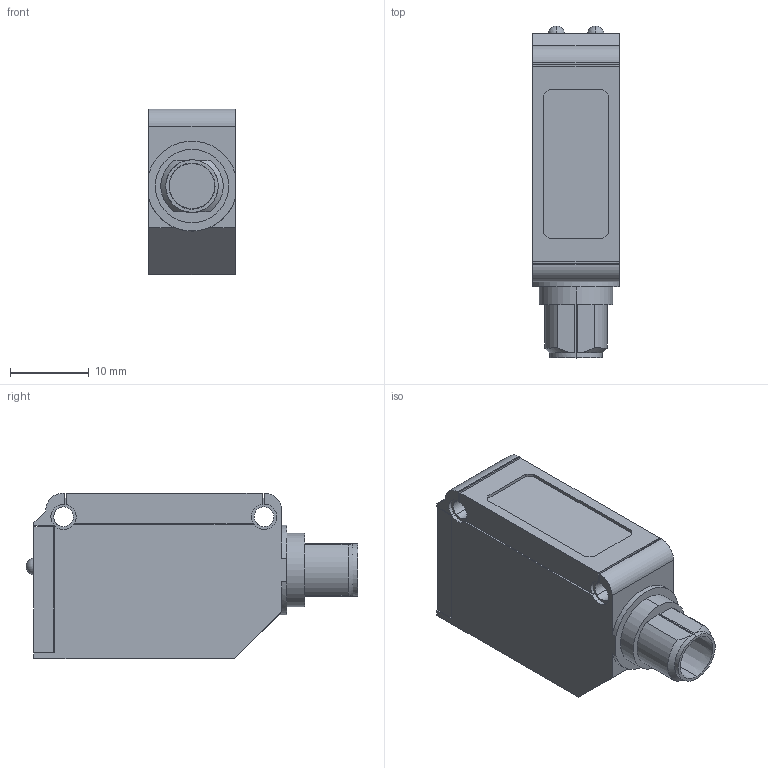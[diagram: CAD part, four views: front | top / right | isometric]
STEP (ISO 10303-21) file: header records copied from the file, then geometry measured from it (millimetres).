
FILE_DESCRIPTION(('Creo Elements/Direct Modeling STEP Export'),'2;1');
FILE_NAME('PD30-Stainless-plug-trimmer-simpel.stp','2017-01-31T21:59:16',('Palle Edslev '),('EDSLEV A/S'),'Creo Elements/Direct Modeling STEP processor for AP214 (Solid Model)','Creo Elements/Direct Modeling 18.1H 24-Oct-2015 (C) Parametric Technology GmbH','');
FILE_SCHEMA(('AUTOMOTIVE_DESIGN { 1 0 10303 214 1 1 1 1 }'));
Length unit declared in the file: millimetre
Products named in the file (2): PD30-Stainless-plug-trimmer-simpel
Assembly tree (1 placements, depth 2):
  PD30-Stainless-plug-trimmer-simpel
    PD30-Stainless-plug-trimmer-simpel
Bounding box: 11 x 42.05 x 21 mm (x, y, z)
Volume: 7051 mm3; surface area: 3106.5 mm2
Topology: 1 solids, 3 shells, 130 faces, 357 edges, 238 vertices
Faces by surface type: plane 84, cylinder 30, cone 8, torus 4, sphere 4
Entity records: 3987 total; most frequent: CARTESIAN_POINT 804, ORIENTED_EDGE 706, DIRECTION 591, EDGE_CURVE 353, VERTEX_POINT 238, VECTOR 233, LINE 233, AXIS2_PLACEMENT_3D 179
